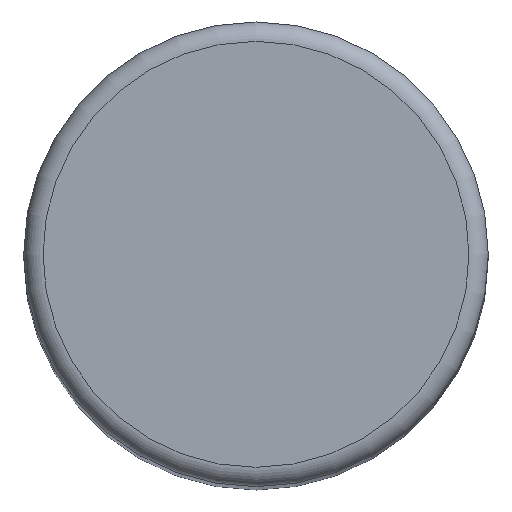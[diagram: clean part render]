
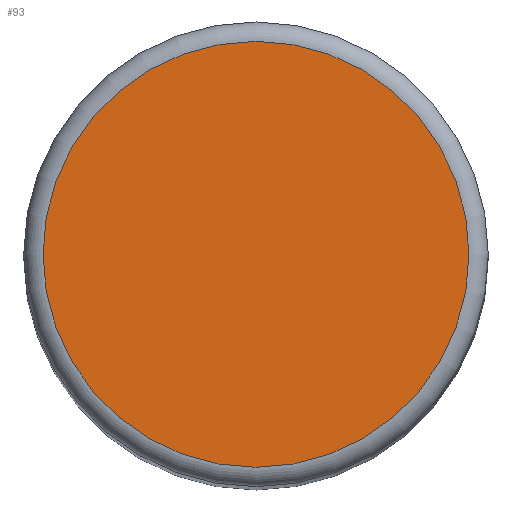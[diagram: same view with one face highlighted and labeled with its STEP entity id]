
A CAD part, top view. The second image highlights one B-rep face of the part: STEP entity #93.
In plain terms, the highlighted planar face has unit normal (0, 0, 1).
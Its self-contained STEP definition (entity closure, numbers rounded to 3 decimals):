
#23=FACE_OUTER_BOUND('',#30,.T.);
#30=EDGE_LOOP('',(#62));
#38=CIRCLE('',#121,5.5);
#46=VERTEX_POINT('',#171);
#52=EDGE_CURVE('',#46,#46,#38,.T.);
#62=ORIENTED_EDGE('',*,*,#52,.T.);
#82=PLANE('',#120);
#93=ADVANCED_FACE('',(#23),#82,.T.);
#120=AXIS2_PLACEMENT_3D('',#170,#137,#138);
#121=AXIS2_PLACEMENT_3D('',#172,#139,#140);
#137=DIRECTION('center_axis',(0.,0.,1.));
#138=DIRECTION('ref_axis',(1.,0.,0.));
#139=DIRECTION('center_axis',(0.,0.,1.));
#140=DIRECTION('ref_axis',(-1.,0.,0.));
#170=CARTESIAN_POINT('Origin',(0.,0.,0.));
#171=CARTESIAN_POINT('',(-5.5,0.,0.));
#172=CARTESIAN_POINT('Origin',(0.,0.,0.));
